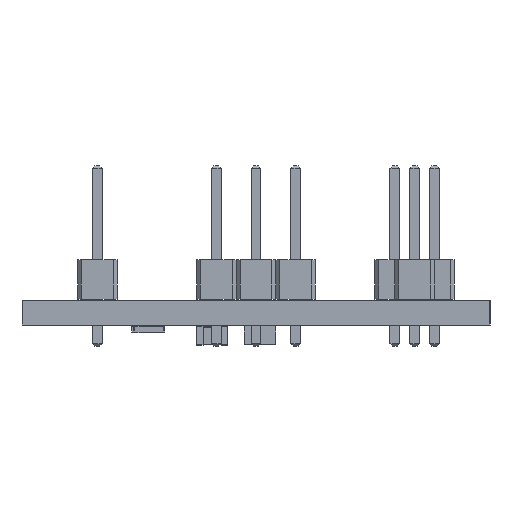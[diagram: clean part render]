
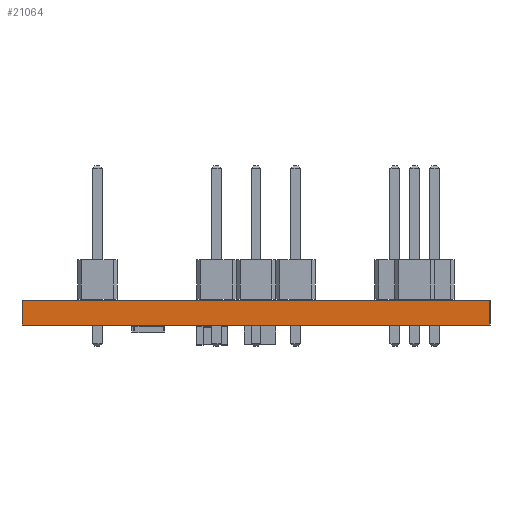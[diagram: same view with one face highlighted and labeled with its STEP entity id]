
A CAD part, left-side view. The second image highlights one B-rep face of the part: STEP entity #21064.
In plain terms, the highlighted planar face has unit normal (-1, 0, 0).
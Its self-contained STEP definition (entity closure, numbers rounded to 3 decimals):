
#19003 = PLANE('',#19004);
#19004 = AXIS2_PLACEMENT_3D('',#19005,#19006,#19007);
#19005 = CARTESIAN_POINT('',(122.174,-101.346,0.));
#19006 = DIRECTION('',(0.,1.,0.));
#19007 = DIRECTION('',(1.,0.,0.));
#19031 = PLANE('',#19032);
#19032 = AXIS2_PLACEMENT_3D('',#19033,#19034,#19035);
#19033 = CARTESIAN_POINT('',(142.24,-86.36,1.6));
#19034 = DIRECTION('',(0.,0.,1.));
#19035 = DIRECTION('',(1.,0.,-0.));
#19059 = PLANE('',#19060);
#19060 = AXIS2_PLACEMENT_3D('',#19061,#19062,#19063);
#19061 = CARTESIAN_POINT('',(162.306,-71.374,0.));
#19062 = DIRECTION('',(0.,-1.,0.));
#19063 = DIRECTION('',(-1.,0.,0.));
#19085 = PLANE('',#19086);
#19086 = AXIS2_PLACEMENT_3D('',#19087,#19088,#19089);
#19087 = CARTESIAN_POINT('',(142.24,-86.36,0.));
#19088 = DIRECTION('',(0.,0.,1.));
#19089 = DIRECTION('',(1.,0.,-0.));
#19100 = EDGE_CURVE('',#19101,#19103,#19105,.T.);
#19101 = VERTEX_POINT('',#19102);
#19102 = CARTESIAN_POINT('',(122.174,-101.346,0.));
#19103 = VERTEX_POINT('',#19104);
#19104 = CARTESIAN_POINT('',(122.174,-101.346,1.6));
#19105 = SURFACE_CURVE('',#19106,(#19110,#19117),.PCURVE_S1.);
#19106 = LINE('',#19107,#19108);
#19107 = CARTESIAN_POINT('',(122.174,-101.346,0.));
#19108 = VECTOR('',#19109,1.);
#19109 = DIRECTION('',(0.,0.,1.));
#19110 = PCURVE('',#19003,#19111);
#19111 = DEFINITIONAL_REPRESENTATION('',(#19112),#19116);
#19112 = LINE('',#19113,#19114);
#19113 = CARTESIAN_POINT('',(0.,0.));
#19114 = VECTOR('',#19115,1.);
#19115 = DIRECTION('',(0.,-1.));
#19116 = ( GEOMETRIC_REPRESENTATION_CONTEXT(2) 
PARAMETRIC_REPRESENTATION_CONTEXT() REPRESENTATION_CONTEXT('2D SPACE',''
  ) );
#19117 = PCURVE('',#19118,#19123);
#19118 = PLANE('',#19119);
#19119 = AXIS2_PLACEMENT_3D('',#19120,#19121,#19122);
#19120 = CARTESIAN_POINT('',(122.174,-71.374,0.));
#19121 = DIRECTION('',(1.,0.,-0.));
#19122 = DIRECTION('',(0.,-1.,0.));
#19123 = DEFINITIONAL_REPRESENTATION('',(#19124),#19128);
#19124 = LINE('',#19125,#19126);
#19125 = CARTESIAN_POINT('',(29.972,0.));
#19126 = VECTOR('',#19127,1.);
#19127 = DIRECTION('',(0.,-1.));
#19128 = ( GEOMETRIC_REPRESENTATION_CONTEXT(2) 
PARAMETRIC_REPRESENTATION_CONTEXT() REPRESENTATION_CONTEXT('2D SPACE',''
  ) );
#19178 = VERTEX_POINT('',#19179);
#19179 = CARTESIAN_POINT('',(122.174,-71.374,1.6));
#19200 = EDGE_CURVE('',#19201,#19178,#19203,.T.);
#19201 = VERTEX_POINT('',#19202);
#19202 = CARTESIAN_POINT('',(122.174,-71.374,0.));
#19203 = SURFACE_CURVE('',#19204,(#19208,#19215),.PCURVE_S1.);
#19204 = LINE('',#19205,#19206);
#19205 = CARTESIAN_POINT('',(122.174,-71.374,0.));
#19206 = VECTOR('',#19207,1.);
#19207 = DIRECTION('',(0.,0.,1.));
#19208 = PCURVE('',#19059,#19209);
#19209 = DEFINITIONAL_REPRESENTATION('',(#19210),#19214);
#19210 = LINE('',#19211,#19212);
#19211 = CARTESIAN_POINT('',(40.132,0.));
#19212 = VECTOR('',#19213,1.);
#19213 = DIRECTION('',(0.,-1.));
#19214 = ( GEOMETRIC_REPRESENTATION_CONTEXT(2) 
PARAMETRIC_REPRESENTATION_CONTEXT() REPRESENTATION_CONTEXT('2D SPACE',''
  ) );
#19215 = PCURVE('',#19118,#19216);
#19216 = DEFINITIONAL_REPRESENTATION('',(#19217),#19221);
#19217 = LINE('',#19218,#19219);
#19218 = CARTESIAN_POINT('',(0.,0.));
#19219 = VECTOR('',#19220,1.);
#19220 = DIRECTION('',(0.,-1.));
#19221 = ( GEOMETRIC_REPRESENTATION_CONTEXT(2) 
PARAMETRIC_REPRESENTATION_CONTEXT() REPRESENTATION_CONTEXT('2D SPACE',''
  ) );
#19249 = EDGE_CURVE('',#19201,#19101,#19250,.T.);
#19250 = SURFACE_CURVE('',#19251,(#19255,#19262),.PCURVE_S1.);
#19251 = LINE('',#19252,#19253);
#19252 = CARTESIAN_POINT('',(122.174,-71.374,0.));
#19253 = VECTOR('',#19254,1.);
#19254 = DIRECTION('',(0.,-1.,0.));
#19255 = PCURVE('',#19085,#19256);
#19256 = DEFINITIONAL_REPRESENTATION('',(#19257),#19261);
#19257 = LINE('',#19258,#19259);
#19258 = CARTESIAN_POINT('',(-20.066,14.986));
#19259 = VECTOR('',#19260,1.);
#19260 = DIRECTION('',(0.,-1.));
#19261 = ( GEOMETRIC_REPRESENTATION_CONTEXT(2) 
PARAMETRIC_REPRESENTATION_CONTEXT() REPRESENTATION_CONTEXT('2D SPACE',''
  ) );
#19262 = PCURVE('',#19118,#19263);
#19263 = DEFINITIONAL_REPRESENTATION('',(#19264),#19268);
#19264 = LINE('',#19265,#19266);
#19265 = CARTESIAN_POINT('',(0.,0.));
#19266 = VECTOR('',#19267,1.);
#19267 = DIRECTION('',(1.,0.));
#19268 = ( GEOMETRIC_REPRESENTATION_CONTEXT(2) 
PARAMETRIC_REPRESENTATION_CONTEXT() REPRESENTATION_CONTEXT('2D SPACE',''
  ) );
#20237 = EDGE_CURVE('',#19178,#19103,#20238,.T.);
#20238 = SURFACE_CURVE('',#20239,(#20243,#20250),.PCURVE_S1.);
#20239 = LINE('',#20240,#20241);
#20240 = CARTESIAN_POINT('',(122.174,-71.374,1.6));
#20241 = VECTOR('',#20242,1.);
#20242 = DIRECTION('',(0.,-1.,0.));
#20243 = PCURVE('',#19031,#20244);
#20244 = DEFINITIONAL_REPRESENTATION('',(#20245),#20249);
#20245 = LINE('',#20246,#20247);
#20246 = CARTESIAN_POINT('',(-20.066,14.986));
#20247 = VECTOR('',#20248,1.);
#20248 = DIRECTION('',(0.,-1.));
#20249 = ( GEOMETRIC_REPRESENTATION_CONTEXT(2) 
PARAMETRIC_REPRESENTATION_CONTEXT() REPRESENTATION_CONTEXT('2D SPACE',''
  ) );
#20250 = PCURVE('',#19118,#20251);
#20251 = DEFINITIONAL_REPRESENTATION('',(#20252),#20256);
#20252 = LINE('',#20253,#20254);
#20253 = CARTESIAN_POINT('',(0.,-1.6));
#20254 = VECTOR('',#20255,1.);
#20255 = DIRECTION('',(1.,0.));
#20256 = ( GEOMETRIC_REPRESENTATION_CONTEXT(2) 
PARAMETRIC_REPRESENTATION_CONTEXT() REPRESENTATION_CONTEXT('2D SPACE',''
  ) );
#21064 = ADVANCED_FACE('',(#21065),#19118,.F.);
#21065 = FACE_BOUND('',#21066,.F.);
#21066 = EDGE_LOOP('',(#21067,#21068,#21069,#21070));
#21067 = ORIENTED_EDGE('',*,*,#19200,.T.);
#21068 = ORIENTED_EDGE('',*,*,#20237,.T.);
#21069 = ORIENTED_EDGE('',*,*,#19100,.F.);
#21070 = ORIENTED_EDGE('',*,*,#19249,.F.);
